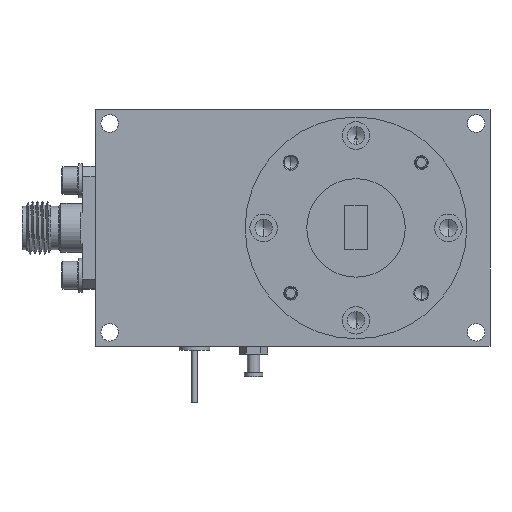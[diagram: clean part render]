
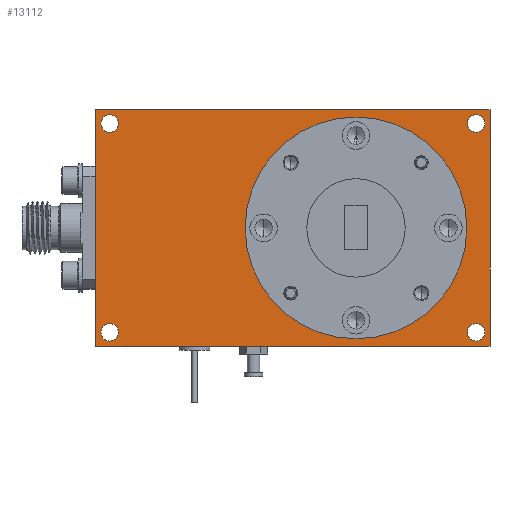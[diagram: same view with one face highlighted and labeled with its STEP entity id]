
A CAD part, front view. The second image highlights one B-rep face of the part: STEP entity #13112.
In plain terms, the highlighted planar face has unit normal (0, -1, 0).
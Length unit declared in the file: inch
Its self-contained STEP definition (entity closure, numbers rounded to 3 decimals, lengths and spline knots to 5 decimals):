
#109 = CIRCLE ( 'NONE', #4743, 0.0445 ) ;
#134 = VERTEX_POINT ( 'NONE', #10935 ) ;
#1116 = CARTESIAN_POINT ( 'NONE',  ( -0.93, 0., -0.5745 ) ) ;
#1198 = CARTESIAN_POINT ( 'NONE',  ( 0.93, 0., 0.53 ) ) ;
#1397 = DIRECTION ( 'NONE',  ( 0., 0., 1. ) ) ;
#1495 = CARTESIAN_POINT ( 'NONE',  ( -1., 0., 0.6 ) ) ;
#1702 = EDGE_LOOP ( 'NONE', ( #16156, #21102 ) ) ;
#1800 = CARTESIAN_POINT ( 'NONE',  ( -1., 0., 0.6 ) ) ;
#2169 = CARTESIAN_POINT ( 'NONE',  ( 1., 0., 0.6 ) ) ;
#2387 = CARTESIAN_POINT ( 'NONE',  ( 0.93, 0., -0.53 ) ) ;
#2626 = LINE ( 'NONE', #26222, #11648 ) ;
#2854 = EDGE_LOOP ( 'NONE', ( #20228, #20925 ) ) ;
#3200 = CARTESIAN_POINT ( 'NONE',  ( 1., 0., 0.6 ) ) ;
#3697 = VERTEX_POINT ( 'NONE', #9464 ) ;
#3880 = DIRECTION ( 'NONE',  ( 0., 0., 1. ) ) ;
#4100 = CIRCLE ( 'NONE', #15652, 0.0445 ) ;
#4421 = DIRECTION ( 'NONE',  ( 0., 1., 0. ) ) ;
#4464 = DIRECTION ( 'NONE',  ( 0., 1., 0. ) ) ;
#4722 = DIRECTION ( 'NONE',  ( 0., -1., 0. ) ) ;
#4743 = AXIS2_PLACEMENT_3D ( 'NONE', #23327, #4464, #8583 ) ;
#4908 = EDGE_CURVE ( 'NONE', #23667, #3697, #6993, .T. ) ;
#4947 = CARTESIAN_POINT ( 'NONE',  ( 0.93, 0., -0.5745 ) ) ;
#5369 = DIRECTION ( 'NONE',  ( 0., 1., 0. ) ) ;
#5414 = VERTEX_POINT ( 'NONE', #2169 ) ;
#5479 = VERTEX_POINT ( 'NONE', #25402 ) ;
#5770 = AXIS2_PLACEMENT_3D ( 'NONE', #24975, #14599, #3880 ) ;
#5999 = FACE_BOUND ( 'NONE', #2854, .T. ) ;
#6072 = VERTEX_POINT ( 'NONE', #24134 ) ;
#6425 = DIRECTION ( 'NONE',  ( 0., 1., 0. ) ) ;
#6857 = AXIS2_PLACEMENT_3D ( 'NONE', #25819, #12946, #13126 ) ;
#6993 = CIRCLE ( 'NONE', #16845, 0.0445 ) ;
#7117 = EDGE_LOOP ( 'NONE', ( #13189, #12229 ) ) ;
#7492 = CARTESIAN_POINT ( 'NONE',  ( 0.32, 0., 0.5625 ) ) ;
#7847 = EDGE_LOOP ( 'NONE', ( #10955, #21084 ) ) ;
#7975 = FACE_BOUND ( 'NONE', #7117, .T. ) ;
#7993 = DIRECTION ( 'NONE',  ( 0., 0., -1. ) ) ;
#8383 = DIRECTION ( 'NONE',  ( 0., 0., 1. ) ) ;
#8583 = DIRECTION ( 'NONE',  ( 0., 0., 1. ) ) ;
#8690 = CIRCLE ( 'NONE', #6857, 0.5625 ) ;
#9464 = CARTESIAN_POINT ( 'NONE',  ( -0.93, 0., 0.4855 ) ) ;
#9862 = EDGE_CURVE ( 'NONE', #10872, #134, #4100, .T. ) ;
#9871 = CARTESIAN_POINT ( 'NONE',  ( 1., 0., -0.6 ) ) ;
#9970 = FACE_BOUND ( 'NONE', #17226, .T. ) ;
#10425 = DIRECTION ( 'NONE',  ( 0., 0., 1. ) ) ;
#10584 = VERTEX_POINT ( 'NONE', #1800 ) ;
#10609 = VECTOR ( 'NONE', #18704, 39.37008 ) ;
#10772 = CARTESIAN_POINT ( 'NONE',  ( -0.93, 0., -0.53 ) ) ;
#10872 = VERTEX_POINT ( 'NONE', #4947 ) ;
#10891 = EDGE_CURVE ( 'NONE', #25672, #22101, #17347, .T. ) ;
#10935 = CARTESIAN_POINT ( 'NONE',  ( 0.93, 0., -0.4855 ) ) ;
#10955 = ORIENTED_EDGE ( 'NONE', *, *, #21985, .F. ) ;
#11299 = DIRECTION ( 'NONE',  ( 0., 0., 1. ) ) ;
#11309 = DIRECTION ( 'NONE',  ( 0., 0., 1. ) ) ;
#11648 = VECTOR ( 'NONE', #22385, 39.37008 ) ;
#11720 = DIRECTION ( 'NONE',  ( 0., 1., 0. ) ) ;
#11870 = CARTESIAN_POINT ( 'NONE',  ( 0.32, 0., -0.5625 ) ) ;
#12229 = ORIENTED_EDGE ( 'NONE', *, *, #24584, .T. ) ;
#12472 = PLANE ( 'NONE',  #5770 ) ;
#12682 = VERTEX_POINT ( 'NONE', #25792 ) ;
#12908 = AXIS2_PLACEMENT_3D ( 'NONE', #24224, #4722, #15619 ) ;
#12946 = DIRECTION ( 'NONE',  ( 0., -1., 0. ) ) ;
#13055 = EDGE_CURVE ( 'NONE', #6072, #12682, #24234, .T. ) ;
#13112 = ADVANCED_FACE ( 'NONE', ( #21553, #26231, #19263, #5999, #9970, #7975 ), #12472, .F. ) ;
#13126 = DIRECTION ( 'NONE',  ( 0., 0., -1. ) ) ;
#13189 = ORIENTED_EDGE ( 'NONE', *, *, #10891, .T. ) ;
#13197 = CIRCLE ( 'NONE', #18136, 0.0445 ) ;
#14579 = VERTEX_POINT ( 'NONE', #22649 ) ;
#14599 = DIRECTION ( 'NONE',  ( 0., 1., 0. ) ) ;
#14732 = CARTESIAN_POINT ( 'NONE',  ( -0.93, 0., 0.53 ) ) ;
#15498 = DIRECTION ( 'NONE',  ( 0., 1., 0. ) ) ;
#15619 = DIRECTION ( 'NONE',  ( 0., 0., -1. ) ) ;
#15652 = AXIS2_PLACEMENT_3D ( 'NONE', #15979, #11720, #1397 ) ;
#15660 = EDGE_CURVE ( 'NONE', #14579, #5414, #24141, .T. ) ;
#15789 = VERTEX_POINT ( 'NONE', #11870 ) ;
#15829 = CIRCLE ( 'NONE', #20982, 0.0445 ) ;
#15979 = CARTESIAN_POINT ( 'NONE',  ( 0.93, 0., -0.53 ) ) ;
#16156 = ORIENTED_EDGE ( 'NONE', *, *, #4908, .T. ) ;
#16845 = AXIS2_PLACEMENT_3D ( 'NONE', #14732, #25559, #8383 ) ;
#17226 = EDGE_LOOP ( 'NONE', ( #20846, #25517 ) ) ;
#17347 = CIRCLE ( 'NONE', #18709, 0.0445 ) ;
#17601 = CARTESIAN_POINT ( 'NONE',  ( -0.93, 0., 0.53 ) ) ;
#18136 = AXIS2_PLACEMENT_3D ( 'NONE', #2387, #4421, #19293 ) ;
#18181 = DIRECTION ( 'NONE',  ( 0., 0., 1. ) ) ;
#18398 = LINE ( 'NONE', #1495, #23026 ) ;
#18574 = EDGE_CURVE ( 'NONE', #12682, #6072, #109, .T. ) ;
#18704 = DIRECTION ( 'NONE',  ( 1., 0., 0. ) ) ;
#18709 = AXIS2_PLACEMENT_3D ( 'NONE', #21833, #23988, #11299 ) ;
#19010 = ORIENTED_EDGE ( 'NONE', *, *, #15660, .T. ) ;
#19240 = CIRCLE ( 'NONE', #19329, 0.0445 ) ;
#19263 = FACE_BOUND ( 'NONE', #1702, .T. ) ;
#19293 = DIRECTION ( 'NONE',  ( 0., 0., 1. ) ) ;
#19329 = AXIS2_PLACEMENT_3D ( 'NONE', #10772, #6425, #10425 ) ;
#20228 = ORIENTED_EDGE ( 'NONE', *, *, #26869, .T. ) ;
#20846 = ORIENTED_EDGE ( 'NONE', *, *, #13055, .T. ) ;
#20925 = ORIENTED_EDGE ( 'NONE', *, *, #9862, .T. ) ;
#20982 = AXIS2_PLACEMENT_3D ( 'NONE', #17601, #15498, #21848 ) ;
#21084 = ORIENTED_EDGE ( 'NONE', *, *, #23038, .F. ) ;
#21102 = ORIENTED_EDGE ( 'NONE', *, *, #27042, .T. ) ;
#21385 = EDGE_CURVE ( 'NONE', #10584, #5479, #18398, .T. ) ;
#21553 = FACE_OUTER_BOUND ( 'NONE', #26623, .T. ) ;
#21782 = VERTEX_POINT ( 'NONE', #7492 ) ;
#21833 = CARTESIAN_POINT ( 'NONE',  ( -0.93, 0., -0.53 ) ) ;
#21848 = DIRECTION ( 'NONE',  ( 0., 0., 1. ) ) ;
#21905 = AXIS2_PLACEMENT_3D ( 'NONE', #1198, #5369, #18181 ) ;
#21985 = EDGE_CURVE ( 'NONE', #15789, #21782, #22671, .T. ) ;
#22101 = VERTEX_POINT ( 'NONE', #1116 ) ;
#22385 = DIRECTION ( 'NONE',  ( -1., 0., 0. ) ) ;
#22445 = CARTESIAN_POINT ( 'NONE',  ( -0.93, 0., 0.5745 ) ) ;
#22649 = CARTESIAN_POINT ( 'NONE',  ( 1., 0., -0.6 ) ) ;
#22671 = CIRCLE ( 'NONE', #12908, 0.5625 ) ;
#22779 = ORIENTED_EDGE ( 'NONE', *, *, #25566, .T. ) ;
#22825 = VECTOR ( 'NONE', #11309, 39.37008 ) ;
#23026 = VECTOR ( 'NONE', #7993, 39.37008 ) ;
#23038 = EDGE_CURVE ( 'NONE', #21782, #15789, #8690, .T. ) ;
#23327 = CARTESIAN_POINT ( 'NONE',  ( 0.93, 0., 0.53 ) ) ;
#23458 = ORIENTED_EDGE ( 'NONE', *, *, #24150, .T. ) ;
#23667 = VERTEX_POINT ( 'NONE', #22445 ) ;
#23984 = ORIENTED_EDGE ( 'NONE', *, *, #21385, .T. ) ;
#23988 = DIRECTION ( 'NONE',  ( 0., 1., 0. ) ) ;
#24134 = CARTESIAN_POINT ( 'NONE',  ( 0.93, 0., 0.5745 ) ) ;
#24141 = LINE ( 'NONE', #3200, #22825 ) ;
#24150 = EDGE_CURVE ( 'NONE', #5414, #10584, #2626, .T. ) ;
#24224 = CARTESIAN_POINT ( 'NONE',  ( 0.32, 0., 0. ) ) ;
#24234 = CIRCLE ( 'NONE', #21905, 0.0445 ) ;
#24584 = EDGE_CURVE ( 'NONE', #22101, #25672, #19240, .T. ) ;
#24875 = LINE ( 'NONE', #9871, #10609 ) ;
#24975 = CARTESIAN_POINT ( 'NONE',  ( 0., 0., 0. ) ) ;
#25205 = CARTESIAN_POINT ( 'NONE',  ( -0.93, 0., -0.4855 ) ) ;
#25402 = CARTESIAN_POINT ( 'NONE',  ( -1., 0., -0.6 ) ) ;
#25517 = ORIENTED_EDGE ( 'NONE', *, *, #18574, .T. ) ;
#25559 = DIRECTION ( 'NONE',  ( 0., 1., 0. ) ) ;
#25566 = EDGE_CURVE ( 'NONE', #5479, #14579, #24875, .T. ) ;
#25672 = VERTEX_POINT ( 'NONE', #25205 ) ;
#25792 = CARTESIAN_POINT ( 'NONE',  ( 0.93, 0., 0.4855 ) ) ;
#25819 = CARTESIAN_POINT ( 'NONE',  ( 0.32, 0., 0. ) ) ;
#26222 = CARTESIAN_POINT ( 'NONE',  ( 1., 0., 0.6 ) ) ;
#26231 = FACE_BOUND ( 'NONE', #7847, .T. ) ;
#26623 = EDGE_LOOP ( 'NONE', ( #22779, #19010, #23458, #23984 ) ) ;
#26869 = EDGE_CURVE ( 'NONE', #134, #10872, #13197, .T. ) ;
#27042 = EDGE_CURVE ( 'NONE', #3697, #23667, #15829, .T. ) ;
